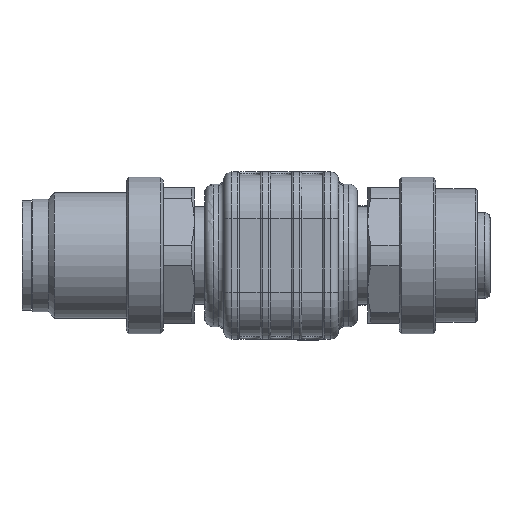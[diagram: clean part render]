
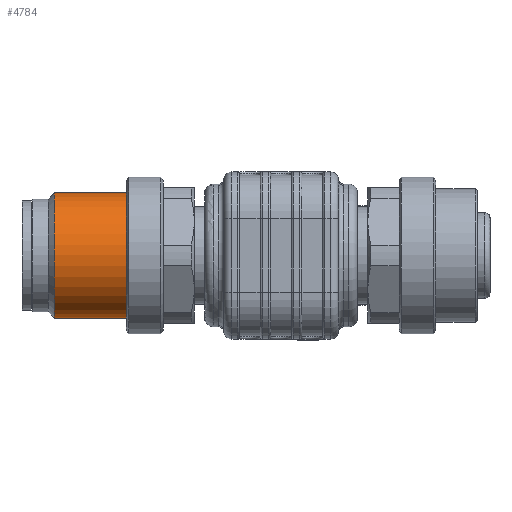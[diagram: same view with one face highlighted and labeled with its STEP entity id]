
A CAD part, left-side view. The second image highlights one B-rep face of the part: STEP entity #4784.
In plain terms, the highlighted cylindrical face has radius 6 mm (diameter 12 mm), a full revolution.
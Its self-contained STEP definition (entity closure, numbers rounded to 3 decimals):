
#3759=CYLINDRICAL_SURFACE('',#15974,6.);
#4027=FACE_BOUND('',#6599,.T.);
#4028=FACE_BOUND('',#6600,.T.);
#4784=ADVANCED_FACE('',(#4027,#4028),#3759,.T.);
#6599=EDGE_LOOP('',(#10238));
#6600=EDGE_LOOP('',(#10239));
#10238=ORIENTED_EDGE('',*,*,#14123,.F.);
#10239=ORIENTED_EDGE('',*,*,#14122,.T.);
#12163=VERTEX_POINT('',#26995);
#12164=VERTEX_POINT('',#26998);
#14122=EDGE_CURVE('',#12163,#12163,#14901,.T.);
#14123=EDGE_CURVE('',#12164,#12164,#14902,.T.);
#14901=CIRCLE('',#15971,6.);
#14902=CIRCLE('',#15973,6.);
#15971=AXIS2_PLACEMENT_3D('',#26994,#18986,#18987);
#15973=AXIS2_PLACEMENT_3D('',#26997,#18990,#18991);
#15974=AXIS2_PLACEMENT_3D('',#26999,#18992,#18993);
#18986=DIRECTION('',(0.,1.,0.));
#18987=DIRECTION('',(0.,0.,1.));
#18990=DIRECTION('',(0.,1.,0.));
#18991=DIRECTION('',(0.,0.,1.));
#18992=DIRECTION('',(0.,1.,0.));
#18993=DIRECTION('',(0.,0.,1.));
#26994=CARTESIAN_POINT('',(0.,14.8,0.));
#26995=CARTESIAN_POINT('',(0.,14.8,6.));
#26997=CARTESIAN_POINT('',(0.,21.7,0.));
#26998=CARTESIAN_POINT('',(0.,21.7,6.));
#26999=CARTESIAN_POINT('',(0.,23.8,0.));
